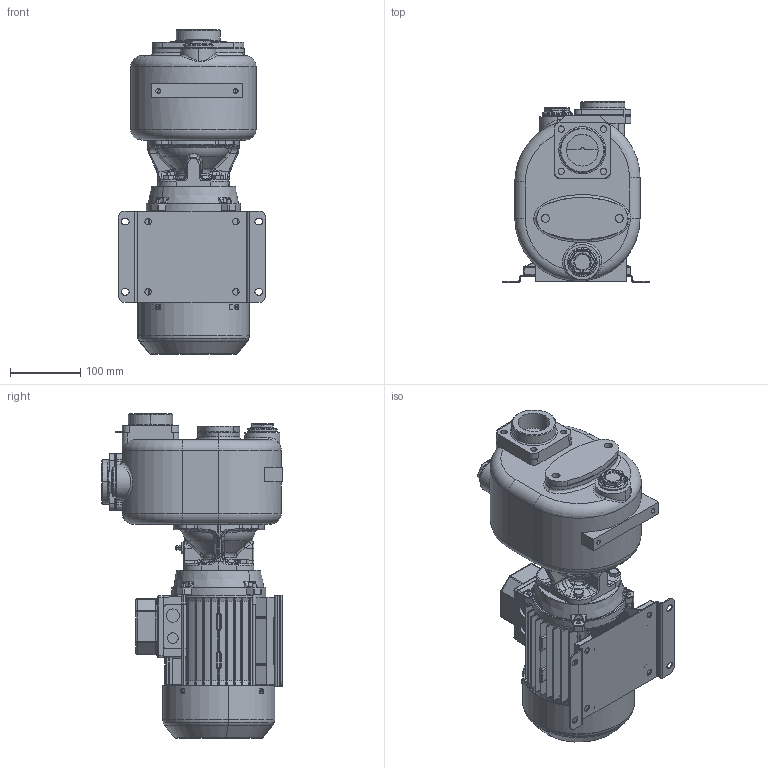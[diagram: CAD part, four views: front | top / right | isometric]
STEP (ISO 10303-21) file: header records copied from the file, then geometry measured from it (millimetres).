
FILE_DESCRIPTION((''),'2;1');
FILE_NAME('S_40_T','2020-03-23T09:03:14',('Nicola'),(''),'CREO PARAMETRIC BY PTC INC, 2019471','CREO PARAMETRIC BY PTC INC, 2019471','');
FILE_SCHEMA(('CONFIG_CONTROL_DESIGN'));
Products named in the file (1): S_40_T
Bounding box: 210 x 256 x 461.5 mm (x, y, z)
Volume: 8191139.7 mm3; surface area: 713331.7 mm2
Topology: 2 solids, 3 shells, 5160 faces, 13975 edges, 8797 vertices
Faces by surface type: plane 1859, cylinder 1620, bspline 693, torus 321, cone 312, extrusion 234, sphere 117, revolution 4
Entity records: 242722 total; most frequent: CARTESIAN_POINT 119596, ORIENTED_EDGE 27596, DIRECTION 23052, EDGE_CURVE 13798, VERTEX_POINT 8797, AXIS2_PLACEMENT_3D 8277, VECTOR 6494, LINE 6260
